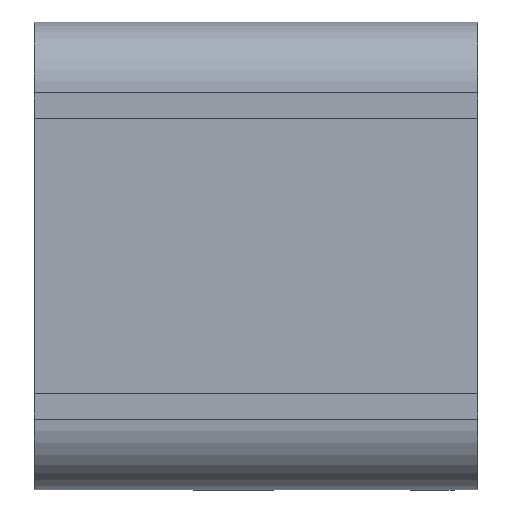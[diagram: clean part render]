
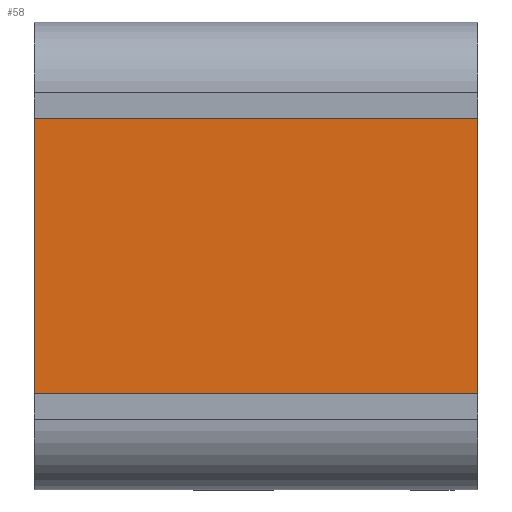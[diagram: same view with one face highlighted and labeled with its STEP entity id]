
A CAD part, front view. The second image highlights one B-rep face of the part: STEP entity #58.
In plain terms, the highlighted planar face has unit normal (0, -1, 0).
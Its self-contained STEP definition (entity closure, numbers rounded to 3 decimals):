
#58=ADVANCED_FACE('',(#119),#120,.F.);
#119=FACE_OUTER_BOUND('',#179,.T.);
#120=PLANE('',#180);
#179=EDGE_LOOP('',(#281,#282,#283,#284));
#180=AXIS2_PLACEMENT_3D('',#285,#286,#287);
#281=ORIENTED_EDGE('',*,*,#396,.T.);
#282=ORIENTED_EDGE('',*,*,#397,.T.);
#283=ORIENTED_EDGE('',*,*,#387,.T.);
#284=ORIENTED_EDGE('',*,*,#398,.F.);
#285=CARTESIAN_POINT('',(12.5,-23.0,1.5));
#286=DIRECTION('',(0.0,1.0,0.0));
#287=DIRECTION('',(-1.0,0.0,0.0));
#387=EDGE_CURVE('',#461,#462,#463,.T.);
#396=EDGE_CURVE('',#477,#478,#479,.T.);
#397=EDGE_CURVE('',#478,#461,#480,.T.);
#398=EDGE_CURVE('',#477,#462,#481,.T.);
#461=VERTEX_POINT('',#610);
#462=VERTEX_POINT('',#611);
#463=LINE('',#612,#613);
#477=VERTEX_POINT('',#632);
#478=VERTEX_POINT('',#633);
#479=LINE('',#634,#635);
#480=LINE('',#636,#637);
#481=LINE('',#638,#639);
#610=CARTESIAN_POINT('',(-12.5,-23.0,9.0));
#611=CARTESIAN_POINT('',(-12.5,-23.0,-9.0));
#612=CARTESIAN_POINT('',(-12.5,-23.0,9.0));
#613=VECTOR('',#701,18.0);
#632=CARTESIAN_POINT('',(12.5,-23.0,-9.0));
#633=CARTESIAN_POINT('',(12.5,-23.0,9.0));
#634=CARTESIAN_POINT('',(12.5,-23.0,-9.0));
#635=VECTOR('',#713,18.0);
#636=CARTESIAN_POINT('',(12.5,-23.0,9.0));
#637=VECTOR('',#714,25.0);
#638=CARTESIAN_POINT('',(12.5,-23.0,-9.0));
#639=VECTOR('',#715,25.0);
#701=DIRECTION('',(0.0,0.0,-1.0));
#713=DIRECTION('',(0.0,0.0,1.0));
#714=DIRECTION('',(-1.0,0.0,0.0));
#715=DIRECTION('',(-1.0,0.0,0.0));
